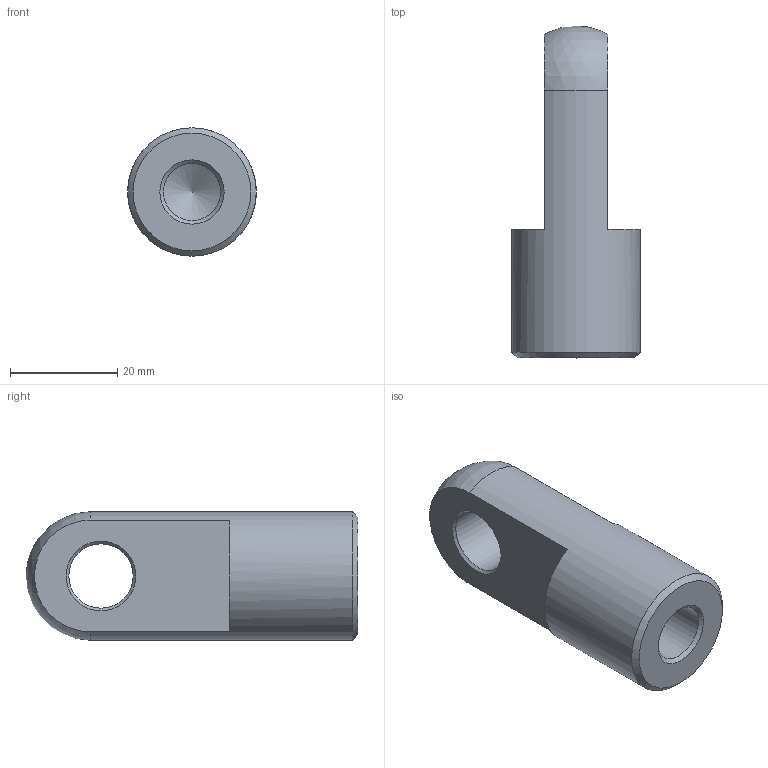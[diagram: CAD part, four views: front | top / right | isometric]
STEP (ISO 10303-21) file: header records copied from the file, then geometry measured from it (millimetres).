
FILE_DESCRIPTION( ( 'STEP AP203' ), '1' );
FILE_NAME( 'F-M12X125I.stp', ' ', ( ' ' ), ( ' ' ), 'PSStep 15.0.47', 'PARTsolutions', ' ' );
FILE_SCHEMA( ( 'CONFIG_CONTROL_DESIGN' ) );
Length unit declared in the file: millimetre
Products named in the file (1): _F-M12X125I
Bounding box: 24 x 62 x 24 mm (x, y, z)
Volume: 17038.4 mm3; surface area: 5835.3 mm2
Topology: 1 solids, 1 shells, 14 faces, 35 edges, 22 vertices
Faces by surface type: plane 5, cone 5, cylinder 3, sphere 1
Full cylindrical faces by diameter (mm): 10.647 x1, 12 x1, 24 x1
Entity records: 388 total; most frequent: DIRECTION 66, CARTESIAN_POINT 55, ORIENTED_EDGE 42, AXIS2_PLACEMENT_3D 30, EDGE_LOOP 24, EDGE_CURVE 21, VERTEX_POINT 19, FACE_OUTER_BOUND 17
